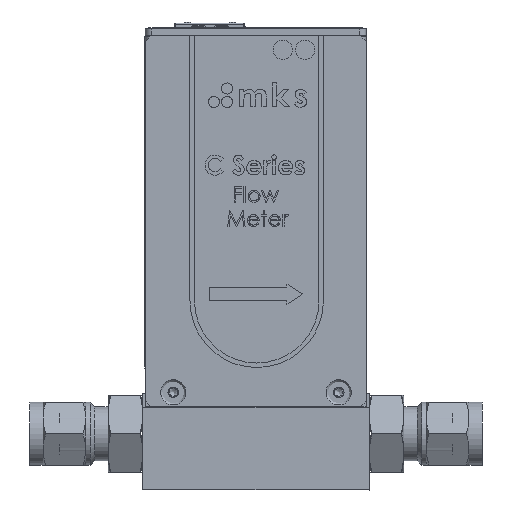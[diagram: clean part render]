
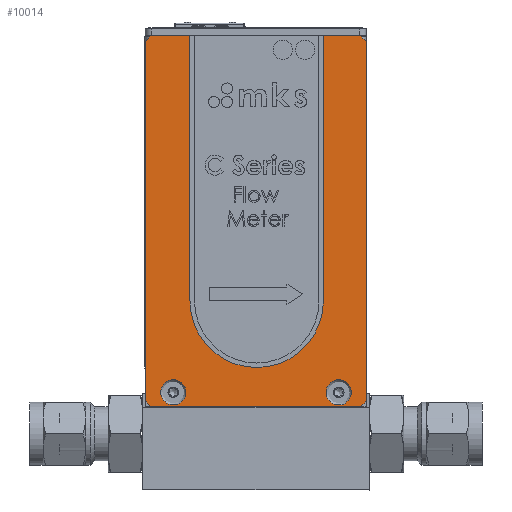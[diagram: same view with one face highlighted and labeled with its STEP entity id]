
A CAD part, top view. The second image highlights one B-rep face of the part: STEP entity #10014.
In plain terms, the highlighted planar face has unit normal (0, 0, 1).
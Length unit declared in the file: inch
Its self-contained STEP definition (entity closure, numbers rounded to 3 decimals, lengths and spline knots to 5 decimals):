
#195 = VERTEX_POINT ( 'NONE', #2184 ) ;
#292 = VERTEX_POINT ( 'NONE', #8155 ) ;
#1266 = ORIENTED_EDGE ( 'NONE', *, *, #5126, .T. ) ;
#1484 = VERTEX_POINT ( 'NONE', #10875 ) ;
#2184 = CARTESIAN_POINT ( 'NONE',  ( 1.61497, -0.131, 0.498 ) ) ;
#2427 = CARTESIAN_POINT ( 'NONE',  ( -0.30503, 3.124, 0.498 ) ) ;
#2571 = DIRECTION ( 'NONE',  ( 1., 0., 0. ) ) ;
#2784 = FACE_BOUND ( 'NONE', #26513, .T. ) ;
#3207 = ORIENTED_EDGE ( 'NONE', *, *, #7238, .T. ) ;
#3524 = AXIS2_PLACEMENT_3D ( 'NONE', #11178, #48724, #40784 ) ;
#3717 = DIRECTION ( 'NONE',  ( 0.707, 0.707, 0. ) ) ;
#3788 = VECTOR ( 'NONE', #3717, 39.37008 ) ;
#4092 = CARTESIAN_POINT ( 'NONE',  ( 1.36997, -0.055, 0.498 ) ) ;
#4397 = CARTESIAN_POINT ( 'NONE',  ( -0.10603, -0.055, 0.498 ) ) ;
#5126 = EDGE_CURVE ( 'NONE', #51731, #52282, #23073, .T. ) ;
#6101 = VERTEX_POINT ( 'NONE', #45392 ) ;
#6297 = ORIENTED_EDGE ( 'NONE', *, *, #47736, .T. ) ;
#6675 = DIRECTION ( 'NONE',  ( -0.707, -0.707, 0. ) ) ;
#6860 = VERTEX_POINT ( 'NONE', #38885 ) ;
#7217 = CIRCLE ( 'NONE', #45799, 0.1125 ) ;
#7238 = EDGE_CURVE ( 'NONE', #1484, #9327, #46261, .T. ) ;
#8155 = CARTESIAN_POINT ( 'NONE',  ( 1.15597, 2.999, 0.498 ) ) ;
#8353 = DIRECTION ( 'NONE',  ( 1., 0., 0. ) ) ;
#8518 = CARTESIAN_POINT ( 'NONE',  ( 0.00647, -0.055, 0.498 ) ) ;
#8658 = DIRECTION ( 'NONE',  ( 1., 0., 0. ) ) ;
#8724 = EDGE_CURVE ( 'NONE', #52282, #36988, #39362, .T. ) ;
#9327 = VERTEX_POINT ( 'NONE', #51790 ) ;
#10014 = ADVANCED_FACE ( 'NONE', ( #36541, #2784, #25307, #46468, #35201 ), #18460, .F. ) ;
#10875 = CARTESIAN_POINT ( 'NONE',  ( -0.30503, -0.181, 0.498 ) ) ;
#11095 = DIRECTION ( 'NONE',  ( 0., 0., 1. ) ) ;
#11178 = CARTESIAN_POINT ( 'NONE',  ( 1.06997, 2.999, 0.498 ) ) ;
#11747 = ORIENTED_EDGE ( 'NONE', *, *, #34536, .T. ) ;
#11797 = EDGE_CURVE ( 'NONE', #292, #292, #24920, .T. ) ;
#11832 = VECTOR ( 'NONE', #12111, 39.37008 ) ;
#12111 = DIRECTION ( 'NONE',  ( -0.707, 0.707, 0. ) ) ;
#12996 = LINE ( 'NONE', #48974, #35474 ) ;
#13848 = ORIENTED_EDGE ( 'NONE', *, *, #24132, .F. ) ;
#15617 = AXIS2_PLACEMENT_3D ( 'NONE', #36420, #11095, #40697 ) ;
#15868 = CARTESIAN_POINT ( 'NONE',  ( 1.56497, 3.124, 0.498 ) ) ;
#16049 = ORIENTED_EDGE ( 'NONE', *, *, #34548, .F. ) ;
#17139 = VECTOR ( 'NONE', #54854, 39.37008 ) ;
#17299 = ORIENTED_EDGE ( 'NONE', *, *, #11797, .F. ) ;
#17427 = CARTESIAN_POINT ( 'NONE',  ( -0.30503, 3.124, 0.498 ) ) ;
#18460 = PLANE ( 'NONE',  #25109 ) ;
#19016 = VECTOR ( 'NONE', #6675, 39.37008 ) ;
#19554 = ORIENTED_EDGE ( 'NONE', *, *, #51787, .T. ) ;
#19767 = DIRECTION ( 'NONE',  ( 0.707, -0.707, 0. ) ) ;
#20737 = DIRECTION ( 'NONE',  ( 0., 0., -1. ) ) ;
#22307 = CIRCLE ( 'NONE', #15617, 0.086 ) ;
#23073 = LINE ( 'NONE', #42244, #11832 ) ;
#23549 = EDGE_CURVE ( 'NONE', #36988, #6101, #52723, .T. ) ;
#24132 = EDGE_CURVE ( 'NONE', #30062, #30062, #22307, .T. ) ;
#24920 = CIRCLE ( 'NONE', #3524, 0.086 ) ;
#24928 = DIRECTION ( 'NONE',  ( -1., 0., 0. ) ) ;
#25109 = AXIS2_PLACEMENT_3D ( 'NONE', #41858, #20737, #25545 ) ;
#25307 = FACE_BOUND ( 'NONE', #29283, .T. ) ;
#25545 = DIRECTION ( 'NONE',  ( -1., 0., 0. ) ) ;
#26513 = EDGE_LOOP ( 'NONE', ( #13848 ) ) ;
#26935 = ORIENTED_EDGE ( 'NONE', *, *, #23549, .T. ) ;
#27137 = EDGE_LOOP ( 'NONE', ( #11747, #19554, #3207, #50287, #6297, #1266, #27219, #26935 ) ) ;
#27219 = ORIENTED_EDGE ( 'NONE', *, *, #8724, .T. ) ;
#27560 = CIRCLE ( 'NONE', #27621, 0.1125 ) ;
#27621 = AXIS2_PLACEMENT_3D ( 'NONE', #4092, #33667, #8353 ) ;
#28115 = VECTOR ( 'NONE', #24928, 39.37008 ) ;
#29283 = EDGE_LOOP ( 'NONE', ( #16049 ) ) ;
#30062 = VERTEX_POINT ( 'NONE', #33654 ) ;
#30845 = EDGE_CURVE ( 'NONE', #49887, #49887, #27560, .T. ) ;
#31544 = EDGE_LOOP ( 'NONE', ( #37464 ) ) ;
#32327 = CARTESIAN_POINT ( 'NONE',  ( -0.35503, -0.131, 0.498 ) ) ;
#32422 = LINE ( 'NONE', #32327, #42347 ) ;
#33654 = CARTESIAN_POINT ( 'NONE',  ( 0.95597, 2.999, 0.498 ) ) ;
#33667 = DIRECTION ( 'NONE',  ( 0., 0., 1. ) ) ;
#33678 = VECTOR ( 'NONE', #2571, 39.37008 ) ;
#33986 = DIRECTION ( 'NONE',  ( 0., 0., 1. ) ) ;
#34536 = EDGE_CURVE ( 'NONE', #6101, #6860, #39665, .T. ) ;
#34548 = EDGE_CURVE ( 'NONE', #37337, #37337, #7217, .T. ) ;
#35201 = FACE_OUTER_BOUND ( 'NONE', #27137, .T. ) ;
#35474 = VECTOR ( 'NONE', #44185, 39.37008 ) ;
#36420 = CARTESIAN_POINT ( 'NONE',  ( 0.86997, 2.999, 0.498 ) ) ;
#36541 = FACE_BOUND ( 'NONE', #50658, .T. ) ;
#36988 = VERTEX_POINT ( 'NONE', #17427 ) ;
#37337 = VERTEX_POINT ( 'NONE', #8518 ) ;
#37464 = ORIENTED_EDGE ( 'NONE', *, *, #30845, .F. ) ;
#38885 = CARTESIAN_POINT ( 'NONE',  ( -0.35503, -0.131, 0.498 ) ) ;
#39362 = LINE ( 'NONE', #45001, #28115 ) ;
#39665 = LINE ( 'NONE', #50622, #17139 ) ;
#40114 = CARTESIAN_POINT ( 'NONE',  ( 1.61497, 3.074, 0.498 ) ) ;
#40386 = CARTESIAN_POINT ( 'NONE',  ( -0.35503, -0.181, 0.498 ) ) ;
#40697 = DIRECTION ( 'NONE',  ( 1., 0., 0. ) ) ;
#40784 = DIRECTION ( 'NONE',  ( 1., 0., 0. ) ) ;
#41858 = CARTESIAN_POINT ( 'NONE',  ( -0.35503, -0.181, 0.498 ) ) ;
#42244 = CARTESIAN_POINT ( 'NONE',  ( 1.61497, 3.074, 0.498 ) ) ;
#42347 = VECTOR ( 'NONE', #19767, 39.37008 ) ;
#44185 = DIRECTION ( 'NONE',  ( 0., 1., 0. ) ) ;
#45001 = CARTESIAN_POINT ( 'NONE',  ( -0.35503, 3.124, 0.498 ) ) ;
#45392 = CARTESIAN_POINT ( 'NONE',  ( -0.35503, 3.074, 0.498 ) ) ;
#45799 = AXIS2_PLACEMENT_3D ( 'NONE', #4397, #33986, #8658 ) ;
#46261 = LINE ( 'NONE', #40386, #33678 ) ;
#46468 = FACE_BOUND ( 'NONE', #31544, .T. ) ;
#47424 = EDGE_CURVE ( 'NONE', #9327, #195, #48788, .T. ) ;
#47736 = EDGE_CURVE ( 'NONE', #195, #51731, #12996, .T. ) ;
#48724 = DIRECTION ( 'NONE',  ( 0., 0., 1. ) ) ;
#48788 = LINE ( 'NONE', #50116, #3788 ) ;
#48974 = CARTESIAN_POINT ( 'NONE',  ( 1.61497, -0.181, 0.498 ) ) ;
#49887 = VERTEX_POINT ( 'NONE', #50682 ) ;
#50116 = CARTESIAN_POINT ( 'NONE',  ( 1.56497, -0.181, 0.498 ) ) ;
#50287 = ORIENTED_EDGE ( 'NONE', *, *, #47424, .T. ) ;
#50622 = CARTESIAN_POINT ( 'NONE',  ( -0.35503, -0.181, 0.498 ) ) ;
#50658 = EDGE_LOOP ( 'NONE', ( #17299 ) ) ;
#50682 = CARTESIAN_POINT ( 'NONE',  ( 1.48247, -0.055, 0.498 ) ) ;
#51731 = VERTEX_POINT ( 'NONE', #40114 ) ;
#51787 = EDGE_CURVE ( 'NONE', #6860, #1484, #32422, .T. ) ;
#51790 = CARTESIAN_POINT ( 'NONE',  ( 1.56497, -0.181, 0.498 ) ) ;
#52282 = VERTEX_POINT ( 'NONE', #15868 ) ;
#52723 = LINE ( 'NONE', #2427, #19016 ) ;
#54854 = DIRECTION ( 'NONE',  ( 0., -1., 0. ) ) ;
